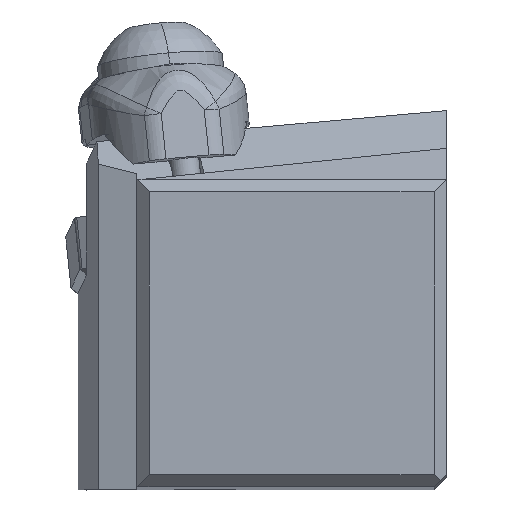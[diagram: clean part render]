
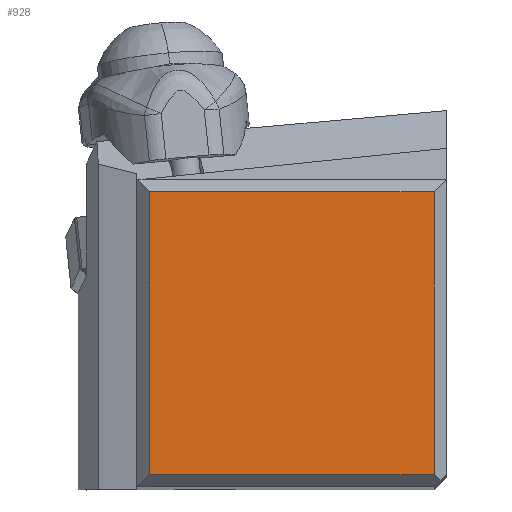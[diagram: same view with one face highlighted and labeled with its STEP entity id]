
A CAD part, top view. The second image highlights one B-rep face of the part: STEP entity #928.
In plain terms, the highlighted planar face has unit normal (0, 0, 1).
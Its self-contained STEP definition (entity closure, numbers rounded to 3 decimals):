
#688=FACE_OUTER_BOUND('',#1289,.T.);
#928=ADVANCED_FACE('',(#688),#1164,.T.);
#1164=PLANE('',#4529);
#1289=EDGE_LOOP('',(#1720,#1721,#1722,#1723));
#1720=ORIENTED_EDGE('',*,*,#3326,.T.);
#1721=ORIENTED_EDGE('',*,*,#3325,.F.);
#1722=ORIENTED_EDGE('',*,*,#3280,.T.);
#1723=ORIENTED_EDGE('',*,*,#3278,.T.);
#2852=VERTEX_POINT('',#6161);
#2853=VERTEX_POINT('',#6163);
#2854=VERTEX_POINT('',#6167);
#2875=VERTEX_POINT('',#6262);
#3278=EDGE_CURVE('',#2853,#2852,#3907,.T.);
#3280=EDGE_CURVE('',#2854,#2853,#3909,.T.);
#3325=EDGE_CURVE('',#2854,#2875,#3940,.T.);
#3326=EDGE_CURVE('',#2852,#2875,#3941,.T.);
#3907=LINE('',#6162,#4135);
#3909=LINE('',#6166,#4137);
#3940=LINE('',#6263,#4168);
#3941=LINE('',#6265,#4169);
#4135=VECTOR('',#5036,1.);
#4137=VECTOR('',#5040,1.);
#4168=VECTOR('',#5143,1.);
#4169=VECTOR('',#5146,1.);
#4529=AXIS2_PLACEMENT_3D('',#6266,#5147,#5148);
#5036=DIRECTION('',(1.,0.,0.));
#5040=DIRECTION('',(0.,-1.,0.));
#5143=DIRECTION('',(1.,0.,0.));
#5146=DIRECTION('',(0.,1.,0.));
#5147=DIRECTION('',(0.,0.,1.));
#5148=DIRECTION('',(-1.,0.,0.));
#6161=CARTESIAN_POINT('',(-1.,1.,0.));
#6162=CARTESIAN_POINT('',(-24.4,1.,0.));
#6163=CARTESIAN_POINT('',(-24.4,1.,0.));
#6166=CARTESIAN_POINT('',(-24.4,24.235,0.));
#6167=CARTESIAN_POINT('',(-24.4,24.235,0.));
#6262=CARTESIAN_POINT('',(-1.,24.235,0.));
#6263=CARTESIAN_POINT('',(-24.4,24.235,0.));
#6265=CARTESIAN_POINT('',(-1.,1.,0.));
#6266=CARTESIAN_POINT('',(-12.7,12.618,0.));
